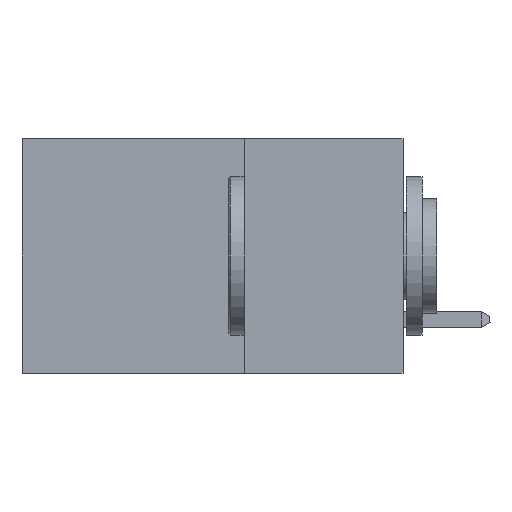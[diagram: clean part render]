
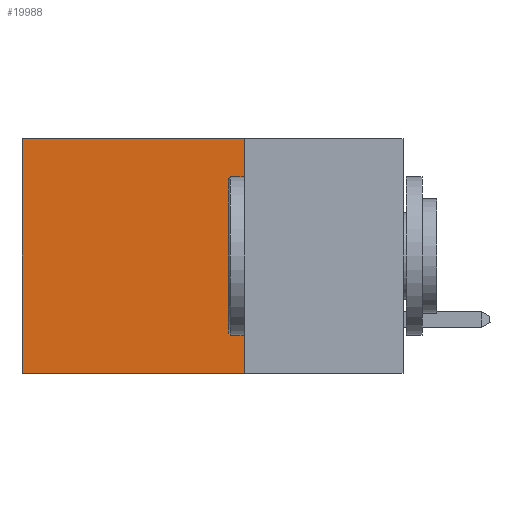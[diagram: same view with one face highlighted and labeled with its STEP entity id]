
A CAD part, left-side view. The second image highlights one B-rep face of the part: STEP entity #19988.
In plain terms, the highlighted planar face has unit normal (-1, 0, 0).
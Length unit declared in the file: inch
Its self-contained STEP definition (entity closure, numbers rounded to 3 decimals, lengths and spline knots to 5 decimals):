
#73 = CARTESIAN_POINT ( 'NONE',  ( 0.2875, 0.25, 0. ) ) ;
#1417 = EDGE_CURVE ( 'NONE', #11347, #17992, #31891, .T. ) ;
#3245 = VECTOR ( 'NONE', #28395, 39.37008 ) ;
#3333 = ORIENTED_EDGE ( 'NONE', *, *, #31926, .T. ) ;
#4476 = VERTEX_POINT ( 'NONE', #26293 ) ;
#5644 = LINE ( 'NONE', #13711, #3245 ) ;
#8322 = AXIS2_PLACEMENT_3D ( 'NONE', #15025, #27459, #32513 ) ;
#8657 = ORIENTED_EDGE ( 'NONE', *, *, #1417, .F. ) ;
#9361 = ORIENTED_EDGE ( 'NONE', *, *, #11658, .T. ) ;
#9616 = VECTOR ( 'NONE', #19189, 39.37008 ) ;
#10837 = VECTOR ( 'NONE', #17156, 39.37008 ) ;
#11347 = VERTEX_POINT ( 'NONE', #25179 ) ;
#11658 = EDGE_CURVE ( 'NONE', #4476, #17992, #5644, .T. ) ;
#13711 = CARTESIAN_POINT ( 'NONE',  ( 0.2875, 0.6, 0. ) ) ;
#14816 = PLANE ( 'NONE',  #8322 ) ;
#15025 = CARTESIAN_POINT ( 'NONE',  ( 0.2875, 0.25, 0. ) ) ;
#15396 = ORIENTED_EDGE ( 'NONE', *, *, #32009, .F. ) ;
#17156 = DIRECTION ( 'NONE',  ( 0., 1., 0. ) ) ;
#17361 = CARTESIAN_POINT ( 'NONE',  ( 0.2875, 0.25, 0. ) ) ;
#17619 = LINE ( 'NONE', #17361, #10837 ) ;
#17780 = DIRECTION ( 'NONE',  ( 0., 0., -1. ) ) ;
#17889 = CARTESIAN_POINT ( 'NONE',  ( 0.2875, 0.6, -0.37 ) ) ;
#17992 = VERTEX_POINT ( 'NONE', #17889 ) ;
#19189 = DIRECTION ( 'NONE',  ( 0., 1., 0. ) ) ;
#19346 = VECTOR ( 'NONE', #17780, 39.37008 ) ;
#19988 = ADVANCED_FACE ( 'NONE', ( #27411 ), #14816, .F. ) ;
#20351 = CARTESIAN_POINT ( 'NONE',  ( 0.2875, 0.25, 0. ) ) ;
#20534 = LINE ( 'NONE', #73, #19346 ) ;
#24973 = VERTEX_POINT ( 'NONE', #20351 ) ;
#25179 = CARTESIAN_POINT ( 'NONE',  ( 0.2875, 0.25, -0.37 ) ) ;
#26293 = CARTESIAN_POINT ( 'NONE',  ( 0.2875, 0.6, 0. ) ) ;
#27411 = FACE_OUTER_BOUND ( 'NONE', #28626, .T. ) ;
#27459 = DIRECTION ( 'NONE',  ( 1., 0., 0. ) ) ;
#28395 = DIRECTION ( 'NONE',  ( 0., 0., -1. ) ) ;
#28626 = EDGE_LOOP ( 'NONE', ( #9361, #8657, #15396, #3333 ) ) ;
#31891 = LINE ( 'NONE', #32196, #9616 ) ;
#31926 = EDGE_CURVE ( 'NONE', #24973, #4476, #17619, .T. ) ;
#32009 = EDGE_CURVE ( 'NONE', #24973, #11347, #20534, .T. ) ;
#32196 = CARTESIAN_POINT ( 'NONE',  ( 0.2875, 0.25, -0.37 ) ) ;
#32513 = DIRECTION ( 'NONE',  ( 0., 0., -1. ) ) ;
